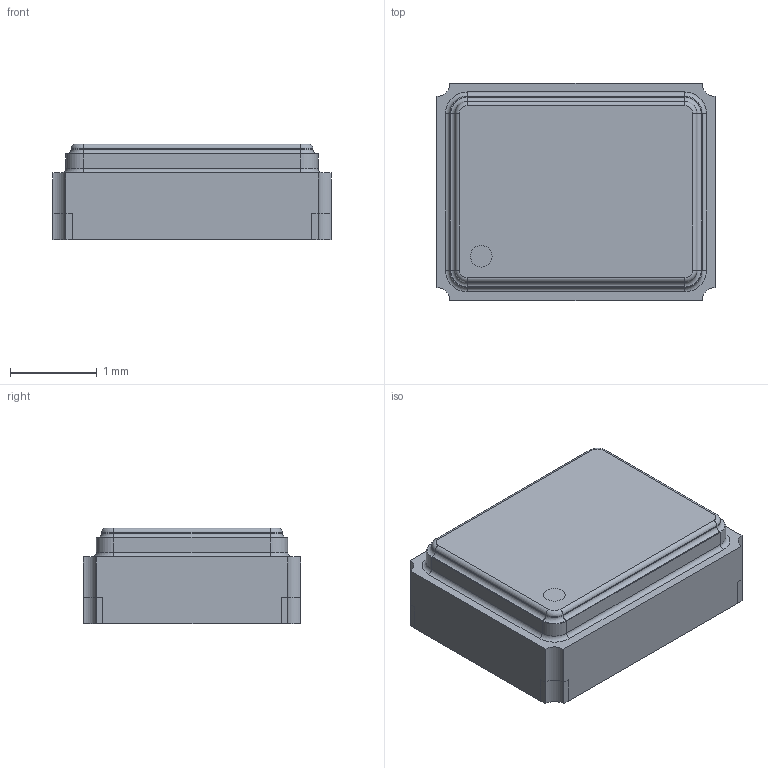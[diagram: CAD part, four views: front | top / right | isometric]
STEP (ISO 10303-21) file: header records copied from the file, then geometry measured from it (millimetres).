
FILE_DESCRIPTION (( 'STEP AP214' ), '1' );
FILE_NAME ('ASELJ-E-22.5792MHz-L-R-T.STEP', '2024-11-17T10:54:46', ( '' ), ( '' ), 'SwSTEP 2.0', 'SolidWorks 2023', '' );
FILE_SCHEMA (( 'AUTOMOTIVE_DESIGN' ));
Length unit declared in the file: millimetre
Products named in the file (1): ASELJ-E-22.5792MHz-L-R-T
Bounding box: 3.2 x 2.5 x 1.1 mm (x, y, z)
Volume: 8.1 mm3; surface area: 65.4 mm2
Topology: 8 solids, 8 shells, 135 faces, 330 edges, 212 vertices
Faces by surface type: plane 75, cylinder 48, torus 12
Entity records: 5531 total; most frequent: DIRECTION 710, CARTESIAN_POINT 678, ORIENTED_EDGE 660, EDGE_CURVE 330, AXIS2_PLACEMENT_3D 244, VECTOR 222, LINE 222, VERTEX_POINT 212
